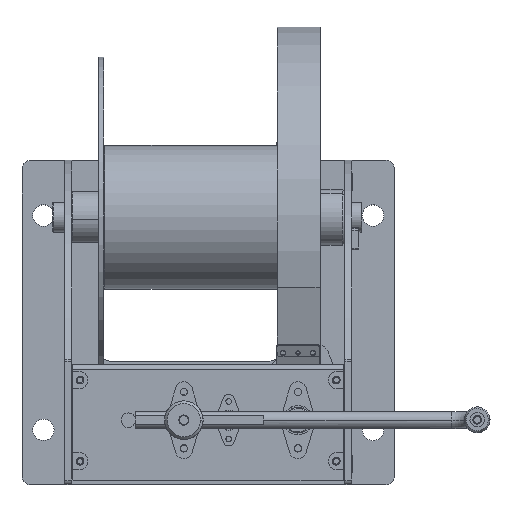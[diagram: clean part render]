
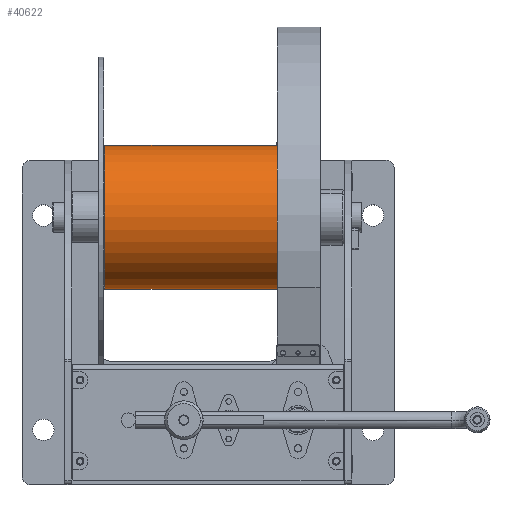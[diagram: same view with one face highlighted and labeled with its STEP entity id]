
A CAD part, top view. The second image highlights one B-rep face of the part: STEP entity #40622.
In plain terms, the highlighted cylindrical face has radius 84.15 mm (diameter 168.3 mm), a partial arc.
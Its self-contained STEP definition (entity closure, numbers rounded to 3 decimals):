
#2150 = CARTESIAN_POINT ( 'NONE',  ( 0., 0., 111. ) ) ;
#2287 = FACE_OUTER_BOUND ( 'NONE', #15484, .T. ) ;
#2830 = VECTOR ( 'NONE', #55898, 1000. ) ;
#4718 = CIRCLE ( 'NONE', #5209, 84.15 ) ;
#5209 = AXIS2_PLACEMENT_3D ( 'NONE', #2150, #43020, #8025 ) ;
#5768 = EDGE_CURVE ( 'NONE', #31515, #29910, #12070, .T. ) ;
#7024 = EDGE_CURVE ( 'NONE', #69260, #58731, #33927, .T. ) ;
#8025 = DIRECTION ( 'NONE',  ( 1., 0., 0. ) ) ;
#8532 = CARTESIAN_POINT ( 'NONE',  ( 84.15, 0., 112. ) ) ;
#10796 = DIRECTION ( 'NONE',  ( 0., 0., -1. ) ) ;
#11625 = CARTESIAN_POINT ( 'NONE',  ( 84.15, 0., 111. ) ) ;
#12070 = LINE ( 'NONE', #8532, #70559 ) ;
#14198 = CYLINDRICAL_SURFACE ( 'NONE', #61209, 84.15 ) ;
#15484 = EDGE_LOOP ( 'NONE', ( #49720, #69470, #68196, #51949 ) ) ;
#16675 = CARTESIAN_POINT ( 'NONE',  ( 0., 0., 112. ) ) ;
#24744 = AXIS2_PLACEMENT_3D ( 'NONE', #65596, #30503, #71467 ) ;
#26714 = CARTESIAN_POINT ( 'NONE',  ( -84.15, 0., 112. ) ) ;
#29910 = VERTEX_POINT ( 'NONE', #42446 ) ;
#30503 = DIRECTION ( 'NONE',  ( 0., 0., 1. ) ) ;
#31515 = VERTEX_POINT ( 'NONE', #11625 ) ;
#33927 = LINE ( 'NONE', #26714, #2830 ) ;
#40622 = ADVANCED_FACE ( 'NONE', ( #2287 ), #14198, .T. ) ;
#42446 = CARTESIAN_POINT ( 'NONE',  ( 84.15, 0., -111. ) ) ;
#43020 = DIRECTION ( 'NONE',  ( 0., 0., -1. ) ) ;
#45633 = EDGE_CURVE ( 'NONE', #31515, #69260, #4718, .T. ) ;
#49720 = ORIENTED_EDGE ( 'NONE', *, *, #5768, .F. ) ;
#50016 = CARTESIAN_POINT ( 'NONE',  ( -84.15, 0., 111. ) ) ;
#51949 = ORIENTED_EDGE ( 'NONE', *, *, #59459, .T. ) ;
#54177 = CARTESIAN_POINT ( 'NONE',  ( -84.15, 0., -111. ) ) ;
#55898 = DIRECTION ( 'NONE',  ( 0., 0., -1. ) ) ;
#57565 = DIRECTION ( 'NONE',  ( -1., 0., 0. ) ) ;
#58731 = VERTEX_POINT ( 'NONE', #54177 ) ;
#59459 = EDGE_CURVE ( 'NONE', #58731, #29910, #74975, .T. ) ;
#61209 = AXIS2_PLACEMENT_3D ( 'NONE', #16675, #10796, #57565 ) ;
#65596 = CARTESIAN_POINT ( 'NONE',  ( 0., 0., -111. ) ) ;
#67088 = DIRECTION ( 'NONE',  ( 0., 0., -1. ) ) ;
#68196 = ORIENTED_EDGE ( 'NONE', *, *, #7024, .T. ) ;
#69260 = VERTEX_POINT ( 'NONE', #50016 ) ;
#69470 = ORIENTED_EDGE ( 'NONE', *, *, #45633, .T. ) ;
#70559 = VECTOR ( 'NONE', #67088, 1000. ) ;
#71467 = DIRECTION ( 'NONE',  ( 1., 0., 0. ) ) ;
#74975 = CIRCLE ( 'NONE', #24744, 84.15 ) ;
